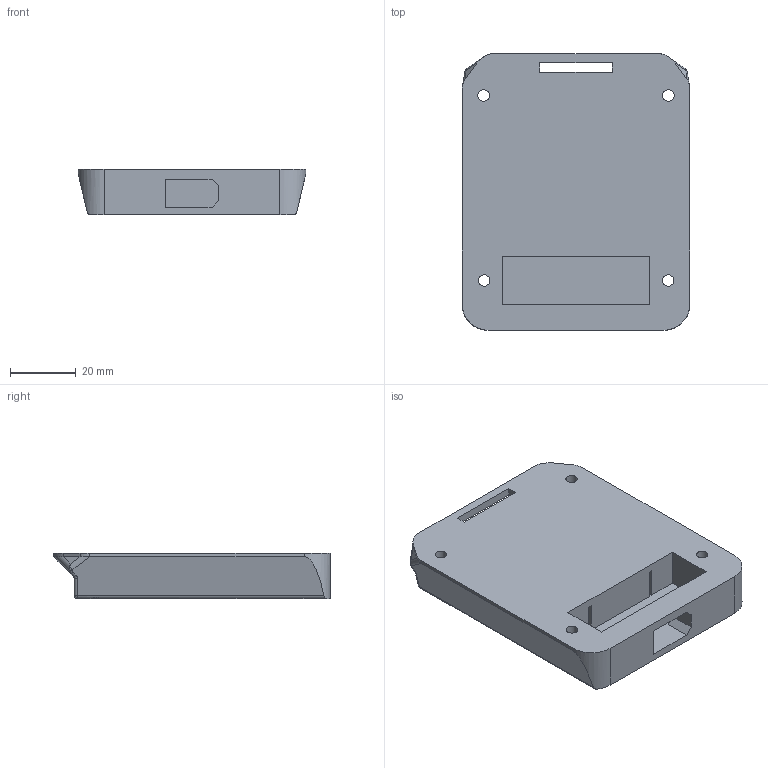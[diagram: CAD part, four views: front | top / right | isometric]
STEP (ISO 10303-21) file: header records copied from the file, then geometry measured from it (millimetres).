
FILE_DESCRIPTION(/* description */ (''),/* implementation_level */ '2;1');
FILE_NAME(/* name */ '1bat_xt60_battery-slot.step',/* time_stamp */ '2022-12-18T15:46:17+01:00',/* author */ (''),/* organization */ (''),/* preprocessor_version */ 'ST-DEVELOPER v19.2',/* originating_system */ 'Autodesk Translation Framework v11.17.0.187',/* authorisation */ '');
FILE_SCHEMA (('AUTOMOTIVE_DESIGN { 1 0 10303 214 3 1 1 }'));
Length unit declared in the file: millimetre
Products named in the file (1): FusionComponent
Bounding box: 69.36 x 84.13 x 13.7 mm (x, y, z)
Volume: 35344.4 mm3; surface area: 18698.2 mm2
Topology: 1 solids, 1 shells, 101 faces, 282 edges, 170 vertices
Faces by surface type: plane 41, cylinder 36, bspline 14, cone 4, torus 4, sphere 2
Full cylindrical faces by diameter (mm): 3.5 x4
Entity records: 3809 total; most frequent: CARTESIAN_POINT 1203, ORIENTED_EDGE 554, DIRECTION 523, EDGE_CURVE 277, AXIS2_PLACEMENT_3D 176, LINE 171, VECTOR 171, VERTEX_POINT 170
